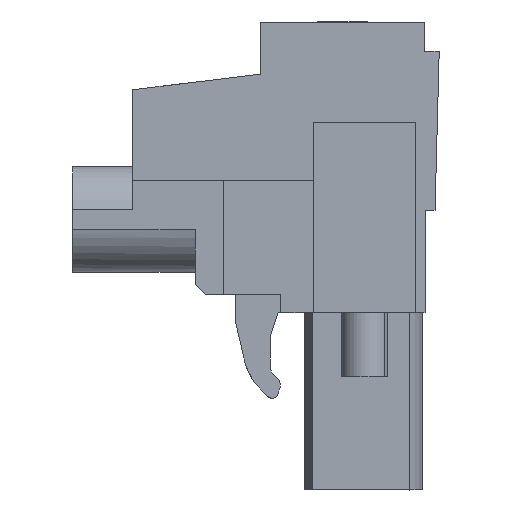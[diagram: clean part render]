
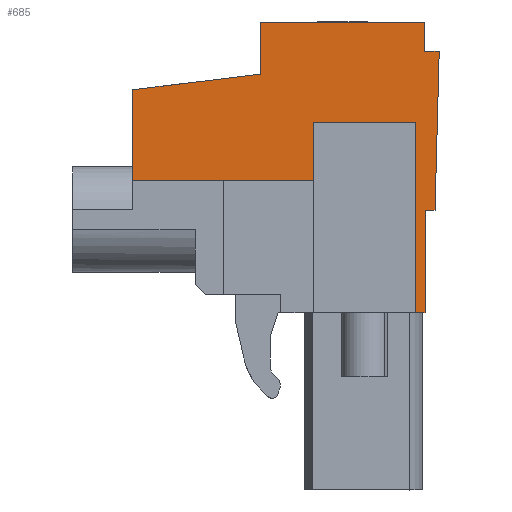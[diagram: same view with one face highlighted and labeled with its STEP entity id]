
A CAD part, left-side view. The second image highlights one B-rep face of the part: STEP entity #685.
In plain terms, the highlighted planar face has unit normal (-1, 0, 0).
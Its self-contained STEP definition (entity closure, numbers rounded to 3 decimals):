
#585=AXIS2_PLACEMENT_3D('Plane Axis2P3D',#582,#583,#584) ;
#40=CARTESIAN_POINT('Vertex',(4.94,8.9,20.75)) ;
#45=CARTESIAN_POINT('Line Origine',(4.94,8.9,22.05)) ;
#49=CARTESIAN_POINT('Vertex',(4.94,8.9,23.35)) ;
#495=CARTESIAN_POINT('Vertex',(4.94,15.25,19.97)) ;
#498=CARTESIAN_POINT('Line Origine',(4.94,12.075,20.36)) ;
#582=CARTESIAN_POINT('Axis2P3D Location',(4.94,-1.91,-25.3)) ;
#587=CARTESIAN_POINT('Line Origine',(4.94,0.908,8.85)) ;
#591=CARTESIAN_POINT('Vertex',(4.94,1.139,8.85)) ;
#593=CARTESIAN_POINT('Vertex',(4.94,0.677,8.85)) ;
#596=CARTESIAN_POINT('Line Origine',(4.94,0.664,11.4)) ;
#600=CARTESIAN_POINT('Vertex',(4.94,0.65,13.95)) ;
#603=CARTESIAN_POINT('Line Origine',(4.94,0.414,13.95)) ;
#607=CARTESIAN_POINT('Vertex',(4.94,0.179,13.95)) ;
#610=CARTESIAN_POINT('Line Origine',(4.94,0.075,17.925)) ;
#614=CARTESIAN_POINT('Vertex',(4.94,-0.029,21.9)) ;
#617=CARTESIAN_POINT('Line Origine',(4.94,0.335,21.9)) ;
#621=CARTESIAN_POINT('Vertex',(4.94,0.7,21.9)) ;
#624=CARTESIAN_POINT('Line Origine',(4.94,0.7,22.625)) ;
#628=CARTESIAN_POINT('Vertex',(4.94,0.7,23.35)) ;
#631=CARTESIAN_POINT('Line Origine',(4.94,4.8,23.35)) ;
#636=CARTESIAN_POINT('Line Origine',(4.94,15.25,17.71)) ;
#640=CARTESIAN_POINT('Vertex',(4.94,15.25,15.45)) ;
#643=CARTESIAN_POINT('Line Origine',(4.94,10.744,15.45)) ;
#647=CARTESIAN_POINT('Vertex',(4.94,6.239,15.45)) ;
#650=CARTESIAN_POINT('Line Origine',(4.94,6.239,16.68)) ;
#654=CARTESIAN_POINT('Vertex',(4.94,6.239,17.91)) ;
#657=CARTESIAN_POINT('Line Origine',(4.94,3.689,17.91)) ;
#661=CARTESIAN_POINT('Vertex',(4.94,1.139,17.91)) ;
#664=CARTESIAN_POINT('Line Origine',(4.94,1.139,13.38)) ;
#46=DIRECTION('Vector Direction',(0.,0.,1.)) ;
#499=DIRECTION('Vector Direction',(0.,-0.993,0.122)) ;
#583=DIRECTION('Axis2P3D Direction',(-1.,0.,0.)) ;
#584=DIRECTION('Axis2P3D XDirection',(0.,-1.,0.)) ;
#588=DIRECTION('Vector Direction',(0.,-1.,0.)) ;
#597=DIRECTION('Vector Direction',(0.,-0.005,1.)) ;
#604=DIRECTION('Vector Direction',(0.,1.,0.)) ;
#611=DIRECTION('Vector Direction',(0.,0.026,-1.)) ;
#618=DIRECTION('Vector Direction',(0.,-1.,0.)) ;
#625=DIRECTION('Vector Direction',(0.,0.,-1.)) ;
#632=DIRECTION('Vector Direction',(0.,-1.,0.)) ;
#637=DIRECTION('Vector Direction',(0.,0.,-1.)) ;
#644=DIRECTION('Vector Direction',(0.,1.,0.)) ;
#651=DIRECTION('Vector Direction',(0.,0.,-1.)) ;
#658=DIRECTION('Vector Direction',(0.,-1.,0.)) ;
#665=DIRECTION('Vector Direction',(0.,0.,-1.)) ;
#47=VECTOR('Line Direction',#46,1.) ;
#500=VECTOR('Line Direction',#499,1.) ;
#589=VECTOR('Line Direction',#588,1.) ;
#598=VECTOR('Line Direction',#597,1.) ;
#605=VECTOR('Line Direction',#604,1.) ;
#612=VECTOR('Line Direction',#611,1.) ;
#619=VECTOR('Line Direction',#618,1.) ;
#626=VECTOR('Line Direction',#625,1.) ;
#633=VECTOR('Line Direction',#632,1.) ;
#638=VECTOR('Line Direction',#637,1.) ;
#645=VECTOR('Line Direction',#644,1.) ;
#652=VECTOR('Line Direction',#651,1.) ;
#659=VECTOR('Line Direction',#658,1.) ;
#666=VECTOR('Line Direction',#665,1.) ;
#670=ORIENTED_EDGE('',*,*,#595,.T.) ;
#671=ORIENTED_EDGE('',*,*,#602,.T.) ;
#672=ORIENTED_EDGE('',*,*,#609,.T.) ;
#673=ORIENTED_EDGE('',*,*,#616,.T.) ;
#674=ORIENTED_EDGE('',*,*,#623,.T.) ;
#675=ORIENTED_EDGE('',*,*,#630,.T.) ;
#676=ORIENTED_EDGE('',*,*,#635,.T.) ;
#677=ORIENTED_EDGE('',*,*,#51,.T.) ;
#678=ORIENTED_EDGE('',*,*,#502,.T.) ;
#679=ORIENTED_EDGE('',*,*,#642,.T.) ;
#680=ORIENTED_EDGE('',*,*,#649,.F.) ;
#681=ORIENTED_EDGE('',*,*,#656,.T.) ;
#682=ORIENTED_EDGE('',*,*,#663,.T.) ;
#683=ORIENTED_EDGE('',*,*,#668,.F.) ;
#685=ADVANCED_FACE('HOUSING',(#684),#586,.T.) ;
#51=EDGE_CURVE('',#50,#41,#48,.F.) ;
#502=EDGE_CURVE('',#41,#496,#501,.F.) ;
#595=EDGE_CURVE('',#592,#594,#590,.T.) ;
#602=EDGE_CURVE('',#594,#601,#599,.T.) ;
#609=EDGE_CURVE('',#601,#608,#606,.F.) ;
#616=EDGE_CURVE('',#608,#615,#613,.F.) ;
#623=EDGE_CURVE('',#615,#622,#620,.F.) ;
#630=EDGE_CURVE('',#622,#629,#627,.F.) ;
#635=EDGE_CURVE('',#629,#50,#634,.F.) ;
#642=EDGE_CURVE('',#496,#641,#639,.T.) ;
#649=EDGE_CURVE('',#648,#641,#646,.T.) ;
#656=EDGE_CURVE('',#648,#655,#653,.F.) ;
#663=EDGE_CURVE('',#655,#662,#660,.T.) ;
#668=EDGE_CURVE('',#592,#662,#667,.F.) ;
#669=EDGE_LOOP('',(#670,#671,#672,#673,#674,#675,#676,#677,#678,#679,#680,#681,#682,#683)) ;
#684=FACE_OUTER_BOUND('',#669,.T.) ;
#48=LINE('Line',#45,#47) ;
#501=LINE('Line',#498,#500) ;
#590=LINE('Line',#587,#589) ;
#599=LINE('Line',#596,#598) ;
#606=LINE('Line',#603,#605) ;
#613=LINE('Line',#610,#612) ;
#620=LINE('Line',#617,#619) ;
#627=LINE('Line',#624,#626) ;
#634=LINE('Line',#631,#633) ;
#639=LINE('Line',#636,#638) ;
#646=LINE('Line',#643,#645) ;
#653=LINE('Line',#650,#652) ;
#660=LINE('Line',#657,#659) ;
#667=LINE('Line',#664,#666) ;
#586=PLANE('',#585) ;
#41=VERTEX_POINT('',#40) ;
#50=VERTEX_POINT('',#49) ;
#496=VERTEX_POINT('',#495) ;
#592=VERTEX_POINT('',#591) ;
#594=VERTEX_POINT('',#593) ;
#601=VERTEX_POINT('',#600) ;
#608=VERTEX_POINT('',#607) ;
#615=VERTEX_POINT('',#614) ;
#622=VERTEX_POINT('',#621) ;
#629=VERTEX_POINT('',#628) ;
#641=VERTEX_POINT('',#640) ;
#648=VERTEX_POINT('',#647) ;
#655=VERTEX_POINT('',#654) ;
#662=VERTEX_POINT('',#661) ;
